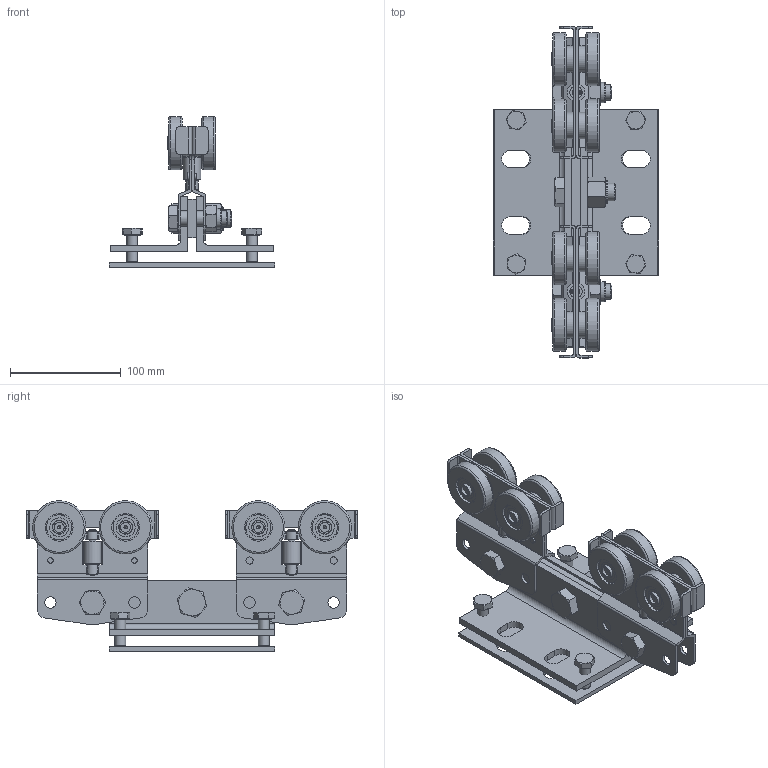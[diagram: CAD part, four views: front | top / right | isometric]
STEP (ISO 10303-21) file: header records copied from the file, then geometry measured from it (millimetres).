
FILE_DESCRIPTION(/* description */ (''),/* implementation_level */ '2;1');
FILE_NAME(/* name */ '9958N.stp',/* time_stamp */ '2019-08-14T12:06:43+02:00',/* author */ ('Marc'),/* organization */ (''),/* preprocessor_version */ 'ST-DEVELOPER v17.2',/* originating_system */ 'Autodesk Inventor 2019',/* authorisation */ '');
FILE_SCHEMA (('AUTOMOTIVE_DESIGN { 1 0 10303 214 3 1 1 }'));
Length unit declared in the file: millimetre
Products named in the file (21): 9952N; 18802; 17958; 15645; 16068; 17970; 17436; 15873; 06030; 04525; 04606; 06027; 04026; GALB48N; 17129; 09118; DIN 625 T1 - 6001 - 12 x 28 x 8; 09118-JOUE; 17975; 18294; 18293
Assembly tree (53 placements, depth 4):
  9952N
    17958  x4
    16068  x8
    17970  x2
    17436  x2
    15645  x4
    18802
    15873  x2
    06030  x2
    04525  x4
    04606  x2
    06027
    04026
    GALB48N  x8
      17129
      09118
        DIN 625 T1 - 6001 - 12 x 28 x 8
        09118-JOUE  x2
    17975  x4
    18294
    18293  x2
Bounding box: 150 x 300 x 136 mm (x, y, z)
Volume: 690095 mm3; surface area: 358850.5 mm2
Topology: 136 solids, 136 shells, 1143 faces, 3010 edges, 2052 vertices
Faces by surface type: plane 417, cylinder 385, torus 192, sphere 56, cone 53, bspline 40
Full cylindrical faces by diameter (mm): 1 x4, 4 x2, 4.9 x4, 5.1 x8, 6 x4, 6.2 x2, 6.5 x4, 8.376 x4, 9 x4, 10 x4, 10.2 x8, 11.835 x2, 11.9 x4, 12 x8, 12.2 x16, 13.835 x1, 14 x2, 14.2 x6, 14.63 x4, 15 x4, 16 x3, 16.2 x3, 17.216 x32, 18 x8, 18.249 x2, 19.37 x2, 20.713 x1, 22.49 x1, 22.784 x32, 24 x8
Entity records: 11766 total; most frequent: CARTESIAN_POINT 2675, DIRECTION 1871, ORIENTED_EDGE 1624, EDGE_CURVE 812, AXIS2_PLACEMENT_3D 767, VERTEX_POINT 575, EDGE_LOOP 405, CIRCLE 383
